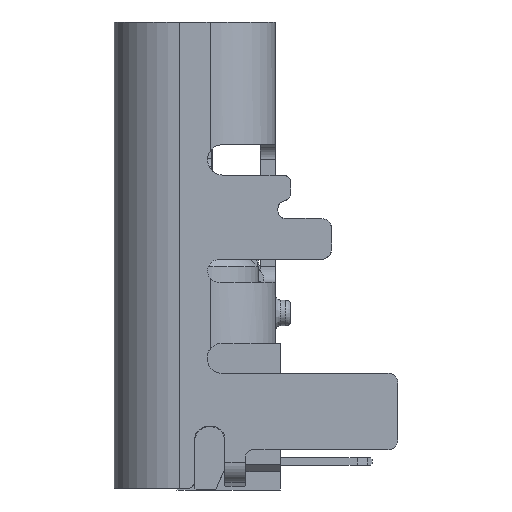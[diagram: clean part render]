
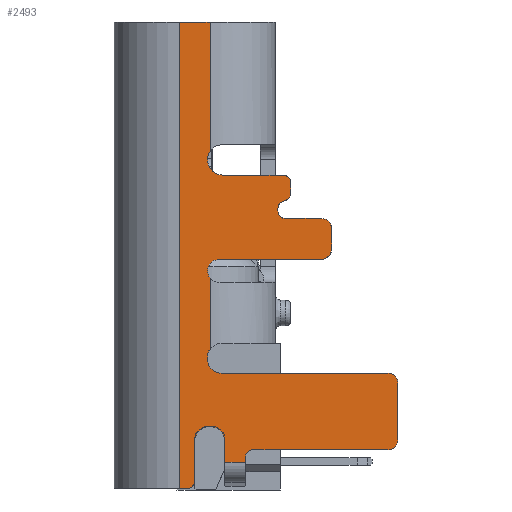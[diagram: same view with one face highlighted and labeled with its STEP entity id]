
A CAD part, left-side view. The second image highlights one B-rep face of the part: STEP entity #2493.
In plain terms, the highlighted planar face has unit normal (-1, 0, 0).
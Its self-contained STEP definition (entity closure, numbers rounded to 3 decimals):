
#2493=ADVANCED_FACE('NONE',(#6152),#6153,.F.);
#6152=FACE_OUTER_BOUND('',#11438,.T.);
#6153=PLANE('',#11439);
#11438=EDGE_LOOP('',(#26348,#26349,#26350,#26351,#26352,#26353,#26354,#26355,#26356,#26357,#26358,#26359,#26360,#26361,#26362,#26363,#26364,#26365,#26366,#26367,#26368,#26369,#26370,#26371,#26372,#26373,#26374,#26375,#26376,#26377,#26378,#26379,#26380,#26381,#26382,#26383));
#11439=AXIS2_PLACEMENT_3D('',#26384,#25188,#25202);
#25174=DIRECTION('',(-1.0,0.,0.));
#25175=DIRECTION('',(0.,-1.0,0.));
#25188=DIRECTION('',(1.0,0.,0.));
#25201=DIRECTION('',(-1.0,0.,0.));
#25202=DIRECTION('',(0.,1.0,0.));
#25337=DIRECTION('',(0.,0.,1.0));
#25373=DIRECTION('',(0.,0.,-1.0));
#26348=ORIENTED_EDGE('',*,*,#31736,.F.);
#26349=ORIENTED_EDGE('',*,*,#31737,.F.);
#26350=ORIENTED_EDGE('',*,*,#31738,.F.);
#26351=ORIENTED_EDGE('',*,*,#31739,.F.);
#26352=ORIENTED_EDGE('',*,*,#31740,.F.);
#26353=ORIENTED_EDGE('',*,*,#31741,.F.);
#26354=ORIENTED_EDGE('',*,*,#31742,.F.);
#26355=ORIENTED_EDGE('',*,*,#31743,.F.);
#26356=ORIENTED_EDGE('',*,*,#31744,.F.);
#26357=ORIENTED_EDGE('',*,*,#31745,.F.);
#26358=ORIENTED_EDGE('',*,*,#31746,.F.);
#26359=ORIENTED_EDGE('',*,*,#31208,.F.);
#26360=ORIENTED_EDGE('',*,*,#31644,.F.);
#26361=ORIENTED_EDGE('',*,*,#31558,.F.);
#26362=ORIENTED_EDGE('',*,*,#31574,.F.);
#26363=ORIENTED_EDGE('',*,*,#31553,.F.);
#26364=ORIENTED_EDGE('',*,*,#31611,.F.);
#26365=ORIENTED_EDGE('',*,*,#31747,.F.);
#26366=ORIENTED_EDGE('',*,*,#31748,.F.);
#26367=ORIENTED_EDGE('',*,*,#31749,.F.);
#26368=ORIENTED_EDGE('',*,*,#31750,.F.);
#26369=ORIENTED_EDGE('',*,*,#31751,.F.);
#26370=ORIENTED_EDGE('',*,*,#31752,.F.);
#26371=ORIENTED_EDGE('',*,*,#31753,.F.);
#26372=ORIENTED_EDGE('',*,*,#31754,.F.);
#26373=ORIENTED_EDGE('',*,*,#31755,.F.);
#26374=ORIENTED_EDGE('',*,*,#31756,.F.);
#26375=ORIENTED_EDGE('',*,*,#31757,.F.);
#26376=ORIENTED_EDGE('',*,*,#31758,.F.);
#26377=ORIENTED_EDGE('',*,*,#31759,.F.);
#26378=ORIENTED_EDGE('',*,*,#31760,.F.);
#26379=ORIENTED_EDGE('',*,*,#31761,.F.);
#26380=ORIENTED_EDGE('',*,*,#31762,.F.);
#26381=ORIENTED_EDGE('',*,*,#31227,.F.);
#26382=ORIENTED_EDGE('',*,*,#31763,.F.);
#26383=ORIENTED_EDGE('',*,*,#31764,.F.);
#26384=CARTESIAN_POINT('',(-4.47,1.88,-2.925));
#26464=CARTESIAN_POINT('',(-4.47,0.25,-3.65));
#26563=CARTESIAN_POINT('',(-4.47,1.63,-6.565));
#31208=EDGE_CURVE('NONE',#35399,#35391,#35401,.T.);
#31227=EDGE_CURVE('NONE',#35438,#35439,#35440,.T.);
#31553=EDGE_CURVE('NONE',#35978,#35960,#35979,.T.);
#31558=EDGE_CURVE('NONE',#35985,#35987,#35988,.T.);
#31574=EDGE_CURVE('NONE',#35960,#35985,#36017,.T.);
#31611=EDGE_CURVE('NONE',#36074,#35978,#36075,.T.);
#31644=EDGE_CURVE('NONE',#35987,#35399,#36134,.T.);
#31736=EDGE_CURVE('NONE',#36277,#36278,#36279,.T.);
#31737=EDGE_CURVE('NONE',#36280,#36277,#36281,.T.);
#31738=EDGE_CURVE('NONE',#36282,#36280,#36283,.T.);
#31739=EDGE_CURVE('NONE',#36284,#36282,#36285,.T.);
#31740=EDGE_CURVE('NONE',#36286,#36284,#36287,.T.);
#31741=EDGE_CURVE('NONE',#36288,#36286,#36289,.T.);
#31742=EDGE_CURVE('NONE',#36290,#36288,#36291,.T.);
#31743=EDGE_CURVE('NONE',#36292,#36290,#36293,.T.);
#31744=EDGE_CURVE('NONE',#36294,#36292,#36295,.T.);
#31745=EDGE_CURVE('NONE',#36296,#36294,#36297,.T.);
#31746=EDGE_CURVE('NONE',#35391,#36296,#35401,.T.);
#31747=EDGE_CURVE('NONE',#36298,#36074,#36299,.T.);
#31748=EDGE_CURVE('NONE',#36300,#36298,#36301,.T.);
#31749=EDGE_CURVE('NONE',#36302,#36300,#36303,.T.);
#31750=EDGE_CURVE('NONE',#36304,#36302,#36305,.T.);
#31751=EDGE_CURVE('NONE',#36306,#36304,#36307,.T.);
#31752=EDGE_CURVE('NONE',#36308,#36306,#36309,.T.);
#31753=EDGE_CURVE('NONE',#36310,#36308,#36311,.T.);
#31754=EDGE_CURVE('NONE',#36312,#36310,#36313,.T.);
#31755=EDGE_CURVE('NONE',#36314,#36312,#36315,.T.);
#31756=EDGE_CURVE('NONE',#36316,#36314,#36317,.T.);
#31757=EDGE_CURVE('NONE',#36318,#36316,#36319,.T.);
#31758=EDGE_CURVE('NONE',#36320,#36318,#36321,.T.);
#31759=EDGE_CURVE('NONE',#36322,#36320,#36323,.T.);
#31760=EDGE_CURVE('NONE',#36324,#36322,#36325,.T.);
#31761=EDGE_CURVE('NONE',#36326,#36324,#36134,.T.);
#31762=EDGE_CURVE('NONE',#35439,#36326,#35440,.T.);
#31763=EDGE_CURVE('NONE',#36327,#35438,#36328,.T.);
#31764=EDGE_CURVE('NONE',#36278,#36327,#36329,.T.);
#35391=VERTEX_POINT('',#40395);
#35399=VERTEX_POINT('NONE',#40422);
#35401=CIRCLE('',#40425,0.3);
#35438=VERTEX_POINT('NONE',#40473);
#35439=VERTEX_POINT('NONE',#40474);
#35440=CIRCLE('',#40475,0.225);
#35960=VERTEX_POINT('NONE',#41313);
#35978=VERTEX_POINT('NONE',#41329);
#35979=LINE('',#41330,#40460);
#35985=VERTEX_POINT('NONE',#41335);
#35987=VERTEX_POINT('NONE',#41337);
#35988=LINE('',#41338,#40464);
#36017=LINE('',#41367,#40514);
#36074=VERTEX_POINT('NONE',#41599);
#36075=CIRCLE('',#41600,0.15);
#36134=LINE('',#41658,#40508);
#36277=VERTEX_POINT('NONE',#41910);
#36278=VERTEX_POINT('NONE',#41911);
#36279=LINE('',#41912,#40508);
#36280=VERTEX_POINT('NONE',#41913);
#36281=CIRCLE('',#41914,0.2);
#36282=VERTEX_POINT('NONE',#41915);
#36283=LINE('',#41916,#40464);
#36284=VERTEX_POINT('NONE',#41917);
#36285=CIRCLE('',#41918,0.15);
#36286=VERTEX_POINT('NONE',#26464);
#36287=LINE('',#41919,#40508);
#36288=VERTEX_POINT('NONE',#41920);
#36289=CIRCLE('',#41921,0.15);
#36290=VERTEX_POINT('NONE',#41922);
#36291=CIRCLE('',#41923,0.15);
#36292=VERTEX_POINT('NONE',#41924);
#36293=LINE('',#41925,#40508);
#36294=VERTEX_POINT('NONE',#41926);
#36295=CIRCLE('',#41927,0.15);
#36296=VERTEX_POINT('NONE',#41928);
#36297=LINE('',#41929,#40464);
#36298=VERTEX_POINT('NONE',#41930);
#36299=LINE('',#26384,#40508);
#36300=VERTEX_POINT('NONE',#41931);
#36301=CIRCLE('',#41932,0.295);
#36302=VERTEX_POINT('NONE',#41933);
#36303=LINE('',#41934,#40514);
#36304=VERTEX_POINT('NONE',#41935);
#36305=LINE('',#41936,#40460);
#36306=VERTEX_POINT('NONE',#41937);
#36307=LINE('',#41938,#40508);
#36308=VERTEX_POINT('NONE',#41939);
#36309=CIRCLE('',#41940,0.15);
#36310=VERTEX_POINT('NONE',#41941);
#36311=LINE('',#41942,#40460);
#36312=VERTEX_POINT('NONE',#41943);
#36313=CIRCLE('',#41944,0.2);
#36314=VERTEX_POINT('NONE',#41945);
#36315=LINE('',#41946,#40508);
#36316=VERTEX_POINT('NONE',#41947);
#36317=CIRCLE('',#41948,0.2);
#36318=VERTEX_POINT('NONE',#41949);
#36319=LINE('',#41950,#40464);
#36320=VERTEX_POINT('NONE',#41951);
#36321=CIRCLE('',#41952,0.265);
#36322=VERTEX_POINT('NONE',#26563);
#36323=LINE('',#41953,#40508);
#36324=VERTEX_POINT('NONE',#41954);
#36325=CIRCLE('',#41955,0.265);
#36326=VERTEX_POINT('NONE',#41956);
#36327=VERTEX_POINT('NONE',#41957);
#36328=LINE('',#41958,#40460);
#36329=CIRCLE('',#41959,0.2);
#40395=CARTESIAN_POINT('',(-4.47,1.63,-2.7));
#40422=CARTESIAN_POINT('',(-4.47,1.58,-2.534));
#40425=AXIS2_PLACEMENT_3D('',#45409,#25174,#25175);
#40460=VECTOR('',#25202,1000.0);
#40464=VECTOR('',#25175,1000.0);
#40473=CARTESIAN_POINT('',(-4.47,1.405,-4.65));
#40474=CARTESIAN_POINT('',(-4.47,1.63,-4.875));
#40475=AXIS2_PLACEMENT_3D('',#45418,#25201,#25202);
#40508=VECTOR('',#25373,1000.0);
#40514=VECTOR('',#25337,1000.0);
#41313=CARTESIAN_POINT('',(-4.47,2.18,-9.14));
#41329=CARTESIAN_POINT('',(-4.47,2.03,-9.14));
#41330=CARTESIAN_POINT('',(-4.47,1.88,-9.14));
#41335=CARTESIAN_POINT('',(-4.47,2.18,0.));
#41337=CARTESIAN_POINT('',(-4.47,1.58,0.));
#41338=CARTESIAN_POINT('',(-4.47,1.88,0.));
#41367=CARTESIAN_POINT('',(-4.47,2.18,-3.925));
#41599=CARTESIAN_POINT('',(-4.47,1.88,-8.99));
#41600=AXIS2_PLACEMENT_3D('',#45563,#25188,#25202);
#41658=CARTESIAN_POINT('',(-4.47,1.58,-3.925));
#41910=CARTESIAN_POINT('',(-4.47,-0.8,-4.05));
#41911=CARTESIAN_POINT('',(-4.47,-0.8,-4.45));
#41912=CARTESIAN_POINT('',(-4.47,-0.8,-2.925));
#41913=CARTESIAN_POINT('',(-4.47,-0.6,-3.85));
#41914=AXIS2_PLACEMENT_3D('',#45592,#25188,#25202);
#41915=CARTESIAN_POINT('',(-4.47,0.1,-3.85));
#41916=CARTESIAN_POINT('',(-4.47,1.88,-3.85));
#41917=CARTESIAN_POINT('',(-4.47,0.25,-3.7));
#41918=AXIS2_PLACEMENT_3D('',#45593,#25174,#25202);
#41919=CARTESIAN_POINT('',(-4.47,0.25,-2.925));
#41920=CARTESIAN_POINT('',(-4.47,0.124,-3.502));
#41921=AXIS2_PLACEMENT_3D('',#45594,#25174,#25175);
#41922=CARTESIAN_POINT('',(-4.47,0.,-3.354));
#41923=AXIS2_PLACEMENT_3D('',#45595,#25188,#25202);
#41924=CARTESIAN_POINT('',(-4.47,0.,-3.15));
#41925=CARTESIAN_POINT('',(-4.47,0.,-2.925));
#41926=CARTESIAN_POINT('',(-4.47,0.15,-3.0));
#41927=AXIS2_PLACEMENT_3D('',#45596,#25188,#25202);
#41928=CARTESIAN_POINT('',(-4.47,1.33,-3.0));
#41929=CARTESIAN_POINT('',(-4.47,1.88,-3.0));
#41930=CARTESIAN_POINT('',(-4.47,1.88,-8.22));
#41931=CARTESIAN_POINT('',(-4.47,1.29,-8.22));
#41932=AXIS2_PLACEMENT_3D('',#45597,#25174,#25202);
#41933=CARTESIAN_POINT('',(-4.47,1.29,-8.63));
#41934=CARTESIAN_POINT('',(-4.47,1.29,-2.925));
#41935=CARTESIAN_POINT('',(-4.47,0.89,-8.63));
#41936=CARTESIAN_POINT('',(-4.47,1.88,-8.63));
#41937=CARTESIAN_POINT('',(-4.47,0.89,-8.53));
#41938=CARTESIAN_POINT('',(-4.47,0.89,-2.925));
#41939=CARTESIAN_POINT('',(-4.47,0.74,-8.38));
#41940=AXIS2_PLACEMENT_3D('',#45598,#25174,#25202);
#41941=CARTESIAN_POINT('',(-4.47,-1.9,-8.38));
#41942=CARTESIAN_POINT('',(-4.47,1.88,-8.38));
#41943=CARTESIAN_POINT('',(-4.47,-2.1,-8.18));
#41944=AXIS2_PLACEMENT_3D('',#45599,#25188,#25202);
#41945=CARTESIAN_POINT('',(-4.47,-2.1,-7.08));
#41946=CARTESIAN_POINT('',(-4.47,-2.1,-2.925));
#41947=CARTESIAN_POINT('',(-4.47,-1.9,-6.88));
#41948=AXIS2_PLACEMENT_3D('',#45600,#25188,#25202);
#41949=CARTESIAN_POINT('',(-4.47,1.365,-6.88));
#41950=CARTESIAN_POINT('',(-4.47,1.88,-6.88));
#41951=CARTESIAN_POINT('',(-4.47,1.63,-6.615));
#41952=AXIS2_PLACEMENT_3D('',#45601,#25174,#25202);
#41953=CARTESIAN_POINT('',(-4.47,1.63,-2.925));
#41954=CARTESIAN_POINT('',(-4.47,1.58,-6.41));
#41955=AXIS2_PLACEMENT_3D('',#45602,#25174,#45603);
#41956=CARTESIAN_POINT('',(-4.47,1.58,-5.016));
#41957=CARTESIAN_POINT('',(-4.47,-0.6,-4.65));
#41958=CARTESIAN_POINT('',(-4.47,1.88,-4.65));
#41959=AXIS2_PLACEMENT_3D('',#45604,#25188,#25202);
#45409=CARTESIAN_POINT('',(-4.47,1.33,-2.7));
#45418=CARTESIAN_POINT('',(-4.47,1.405,-4.875));
#45563=CARTESIAN_POINT('',(-4.47,2.03,-8.99));
#45592=CARTESIAN_POINT('',(-4.47,-0.6,-4.05));
#45593=CARTESIAN_POINT('',(-4.47,0.1,-3.7));
#45594=CARTESIAN_POINT('',(-4.47,0.1,-3.65));
#45595=CARTESIAN_POINT('',(-4.47,0.15,-3.354));
#45596=CARTESIAN_POINT('',(-4.47,0.15,-3.15));
#45597=CARTESIAN_POINT('',(-4.47,1.585,-8.22));
#45598=CARTESIAN_POINT('',(-4.47,0.74,-8.53));
#45599=CARTESIAN_POINT('',(-4.47,-1.9,-8.18));
#45600=CARTESIAN_POINT('',(-4.47,-1.9,-7.08));
#45601=CARTESIAN_POINT('',(-4.47,1.365,-6.615));
#45602=CARTESIAN_POINT('',(-4.47,1.365,-6.565));
#45603=DIRECTION('',(0.,1.0,0.));
#45604=CARTESIAN_POINT('',(-4.47,-0.6,-4.45));
